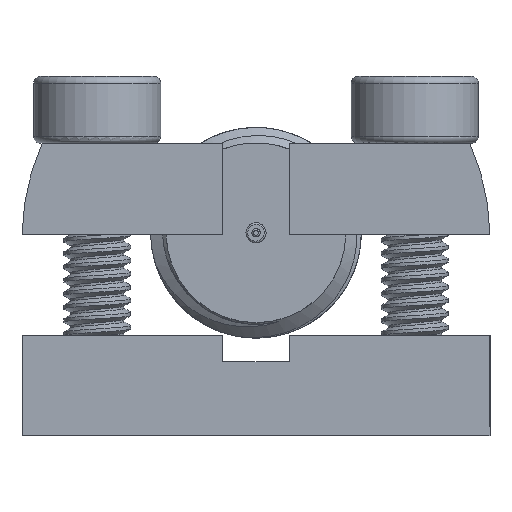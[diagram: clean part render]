
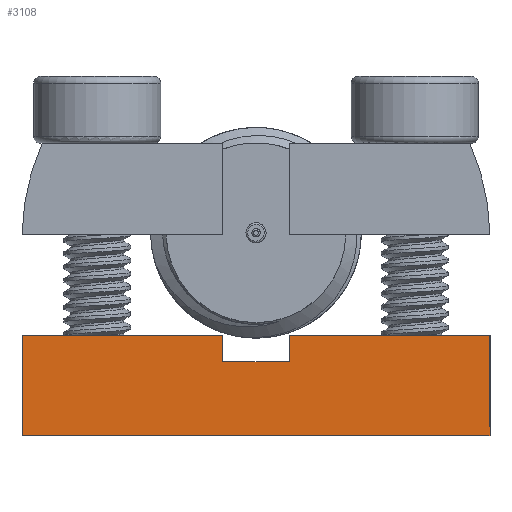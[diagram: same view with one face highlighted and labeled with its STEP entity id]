
A CAD part, front view. The second image highlights one B-rep face of the part: STEP entity #3108.
In plain terms, the highlighted planar face has unit normal (0, -1, 0).
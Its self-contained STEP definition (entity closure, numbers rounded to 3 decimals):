
#80=PLANE('',#3268);
#176=LINE('',#5125,#306);
#177=LINE('',#5128,#307);
#178=LINE('',#5130,#308);
#179=LINE('',#5132,#309);
#180=LINE('',#5134,#310);
#181=LINE('',#5136,#311);
#182=LINE('',#5138,#312);
#183=LINE('',#5140,#313);
#306=VECTOR('',#3553,1000.);
#307=VECTOR('',#3554,1000.);
#308=VECTOR('',#3555,1000.);
#309=VECTOR('',#3556,1000.);
#310=VECTOR('',#3557,1000.);
#311=VECTOR('',#3558,1000.);
#312=VECTOR('',#3559,1000.);
#313=VECTOR('',#3560,1000.);
#599=ORIENTED_EDGE('',*,*,#1229,.T.);
#600=ORIENTED_EDGE('',*,*,#1230,.T.);
#601=ORIENTED_EDGE('',*,*,#1231,.T.);
#602=ORIENTED_EDGE('',*,*,#1232,.T.);
#603=ORIENTED_EDGE('',*,*,#1233,.T.);
#604=ORIENTED_EDGE('',*,*,#1234,.T.);
#605=ORIENTED_EDGE('',*,*,#1235,.T.);
#606=ORIENTED_EDGE('',*,*,#1236,.T.);
#1229=EDGE_CURVE('',#1543,#1544,#176,.T.);
#1230=EDGE_CURVE('',#1544,#1545,#177,.T.);
#1231=EDGE_CURVE('',#1545,#1546,#178,.T.);
#1232=EDGE_CURVE('',#1546,#1547,#179,.T.);
#1233=EDGE_CURVE('',#1547,#1548,#180,.T.);
#1234=EDGE_CURVE('',#1548,#1549,#181,.T.);
#1235=EDGE_CURVE('',#1549,#1550,#182,.T.);
#1236=EDGE_CURVE('',#1550,#1543,#183,.T.);
#1543=VERTEX_POINT('',#5126);
#1544=VERTEX_POINT('',#5127);
#1545=VERTEX_POINT('',#5129);
#1546=VERTEX_POINT('',#5131);
#1547=VERTEX_POINT('',#5133);
#1548=VERTEX_POINT('',#5135);
#1549=VERTEX_POINT('',#5137);
#1550=VERTEX_POINT('',#5139);
#1767=EDGE_LOOP('',(#599,#600,#601,#602,#603,#604,#605,#606));
#1945=FACE_BOUND('',#1767,.T.);
#3108=ADVANCED_FACE('',(#1945),#80,.T.);
#3268=AXIS2_PLACEMENT_3D('',#5124,#3551,#3552);
#3551=DIRECTION('',(0.,-1.,0.));
#3552=DIRECTION('',(0.,0.,1.));
#3553=DIRECTION('',(0.,0.,-1.));
#3554=DIRECTION('',(1.,0.,0.));
#3555=DIRECTION('',(0.,0.,1.));
#3556=DIRECTION('',(-1.,0.,0.));
#3557=DIRECTION('',(0.,0.,-1.));
#3558=DIRECTION('',(-1.,0.,0.));
#3559=DIRECTION('',(0.,0.,1.));
#3560=DIRECTION('',(-1.,0.,0.));
#5124=CARTESIAN_POINT('',(0.,-7.296,-6.065));
#5125=CARTESIAN_POINT('',(-7.,-7.296,-3.065));
#5126=CARTESIAN_POINT('',(-7.,-7.296,-3.065));
#5127=CARTESIAN_POINT('',(-7.,-7.296,-6.065));
#5128=CARTESIAN_POINT('',(-7.,-7.296,-6.065));
#5129=CARTESIAN_POINT('',(7.,-7.296,-6.065));
#5130=CARTESIAN_POINT('',(7.,-7.296,-6.065));
#5131=CARTESIAN_POINT('',(7.,-7.296,-3.065));
#5132=CARTESIAN_POINT('',(7.,-7.296,-3.065));
#5133=CARTESIAN_POINT('',(1.,-7.296,-3.065));
#5134=CARTESIAN_POINT('',(1.,-7.296,-3.065));
#5135=CARTESIAN_POINT('',(1.,-7.296,-3.865));
#5136=CARTESIAN_POINT('',(1.,-7.296,-3.865));
#5137=CARTESIAN_POINT('',(-1.,-7.296,-3.865));
#5138=CARTESIAN_POINT('',(-1.,-7.296,-3.865));
#5139=CARTESIAN_POINT('',(-1.,-7.296,-3.065));
#5140=CARTESIAN_POINT('',(-1.,-7.296,-3.065));
